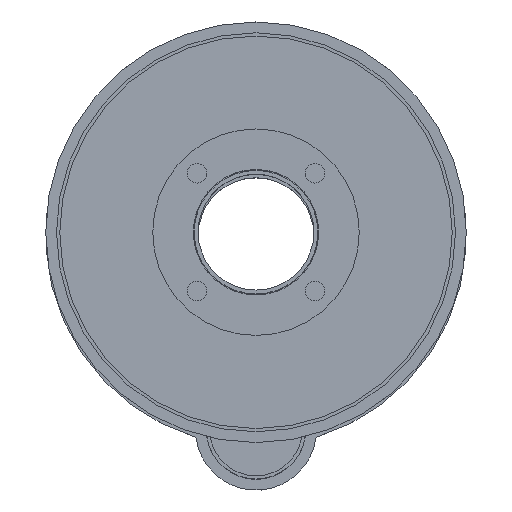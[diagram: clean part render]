
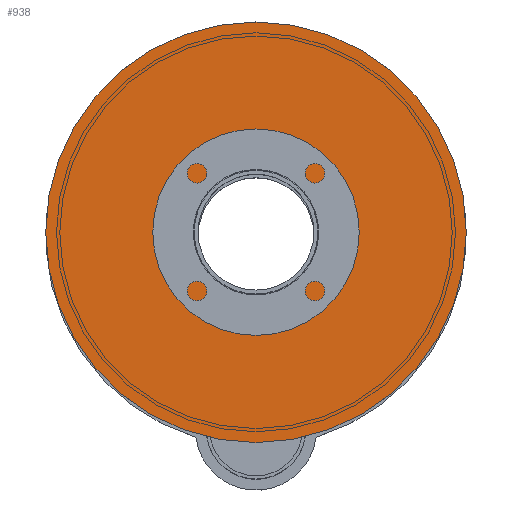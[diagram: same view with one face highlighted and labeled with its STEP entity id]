
A CAD part, top view. The second image highlights one B-rep face of the part: STEP entity #938.
In plain terms, the highlighted planar face has unit normal (0, 0, 1).
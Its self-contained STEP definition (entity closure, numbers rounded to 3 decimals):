
#140=PLANE('',#1073);
#198=FACE_BOUND('',#383,.T.);
#264=FACE_OUTER_BOUND('',#382,.T.);
#382=EDGE_LOOP('',(#830));
#383=EDGE_LOOP('',(#831));
#454=CIRCLE('',#1068,58.15);
#456=CIRCLE('',#1071,194.5);
#538=VERTEX_POINT('',#1605);
#540=VERTEX_POINT('',#1610);
#638=EDGE_CURVE('',#538,#538,#454,.T.);
#640=EDGE_CURVE('',#540,#540,#456,.T.);
#830=ORIENTED_EDGE('',*,*,#640,.F.);
#831=ORIENTED_EDGE('',*,*,#638,.T.);
#938=ADVANCED_FACE('',(#264,#198),#140,.F.);
#1068=AXIS2_PLACEMENT_3D('',#1606,#1343,#1344);
#1071=AXIS2_PLACEMENT_3D('',#1611,#1349,#1350);
#1073=AXIS2_PLACEMENT_3D('',#1614,#1353,#1354);
#1343=DIRECTION('center_axis',(0.,0.,-1.));
#1344=DIRECTION('ref_axis',(-1.,0.,0.));
#1349=DIRECTION('center_axis',(0.,0.,-1.));
#1350=DIRECTION('ref_axis',(-1.,0.,0.));
#1353=DIRECTION('center_axis',(0.,0.,-1.));
#1354=DIRECTION('ref_axis',(-1.,0.,0.));
#1605=CARTESIAN_POINT('',(58.15,0.,1804.));
#1606=CARTESIAN_POINT('Origin',(0.,0.,1804.));
#1610=CARTESIAN_POINT('',(194.5,0.,1804.));
#1611=CARTESIAN_POINT('Origin',(0.,0.,1804.));
#1614=CARTESIAN_POINT('Origin',(0.,0.,1804.));
